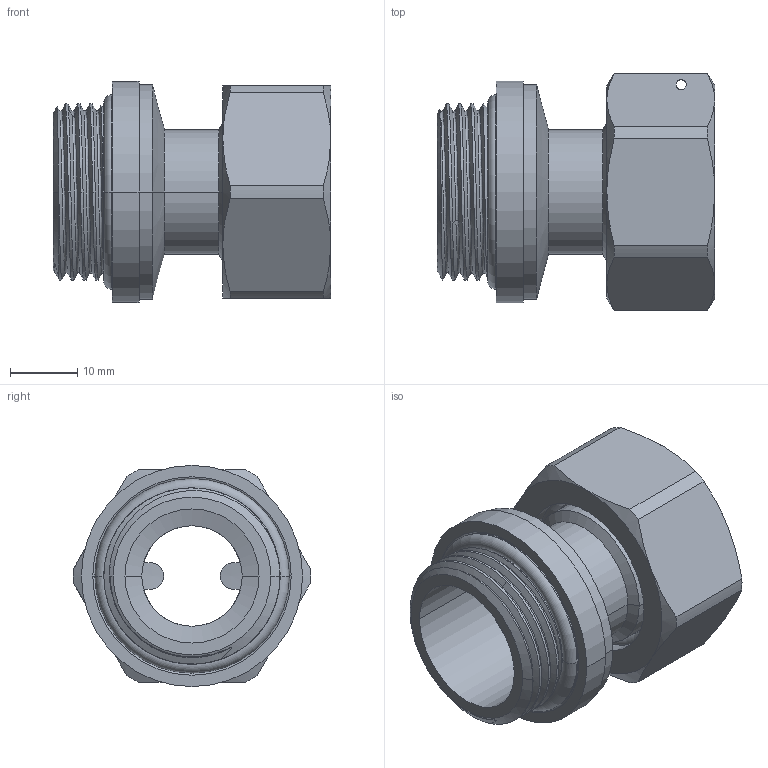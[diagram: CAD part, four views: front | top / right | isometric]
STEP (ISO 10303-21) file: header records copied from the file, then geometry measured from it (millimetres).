
FILE_DESCRIPTION((''),'2;1');
FILE_NAME('F16132005_ASM','2023-12-08T08:10:23',('Administrator'),(''),'CREO PARAMETRIC BY PTC INC, 2023072','CREO PARAMETRIC BY PTC INC, 2023072','');
FILE_SCHEMA(('CONFIG_CONTROL_DESIGN'));
Length unit declared in the file: millimetre
Products named in the file (7): FJ1641132005W00; VT10005505R000; O-RING28X2_5; FJ1615133005W; VT13013305; VT190006050001; F16132005_ASM
Assembly tree (6 placements, depth 2):
  F16132005_ASM
    FJ1641132005W00
    VT10005505R000
    O-RING28X2_5
    FJ1615133005W
    VT13013305
    VT190006050001
Bounding box: 41.4 x 35.49 x 33 mm (x, y, z)
Volume: 14685.5 mm3; surface area: 13532.5 mm2
Topology: 6 solids, 6 shells, 244 faces, 617 edges, 392 vertices
Faces by surface type: plane 65, extrusion 63, cylinder 57, cone 36, bspline 15, torus 8
Entity records: 11938 total; most frequent: CARTESIAN_POINT 6308, ORIENTED_EDGE 1234, DIRECTION 922, EDGE_CURVE 617, VERTEX_POINT 392, VECTOR 328, AXIS2_PLACEMENT_3D 297, B_SPLINE_CURVE_WITH_KNOTS 297
